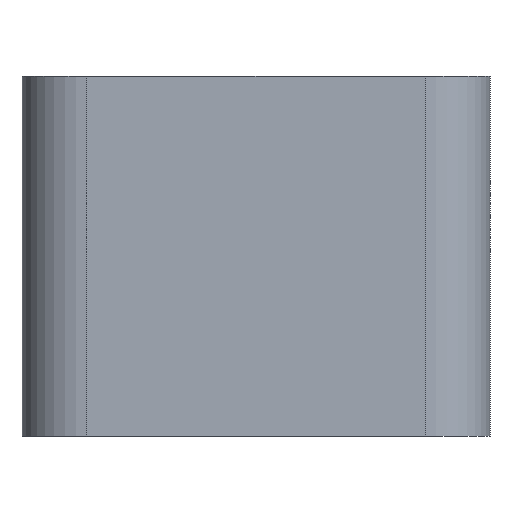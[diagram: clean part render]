
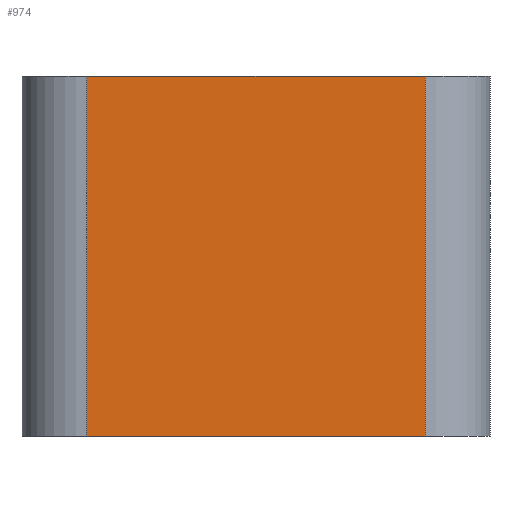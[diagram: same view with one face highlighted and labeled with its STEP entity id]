
A CAD part, left-side view. The second image highlights one B-rep face of the part: STEP entity #974.
In plain terms, the highlighted planar face has unit normal (-1, 0, 0).
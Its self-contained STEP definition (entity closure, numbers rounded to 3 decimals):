
#44 = PLANE('',#45);
#45 = AXIS2_PLACEMENT_3D('',#46,#47,#48);
#46 = CARTESIAN_POINT('',(0.,4.854,0.));
#47 = DIRECTION('',(-0.,-0.,-1.));
#48 = DIRECTION('',(-1.,0.,0.));
#100 = PLANE('',#101);
#101 = AXIS2_PLACEMENT_3D('',#102,#103,#104);
#102 = CARTESIAN_POINT('',(0.,4.854,10.));
#103 = DIRECTION('',(0.,0.,1.));
#104 = DIRECTION('',(0.,1.,0.));
#126 = CYLINDRICAL_SURFACE('',#127,1.8);
#127 = AXIS2_PLACEMENT_3D('',#128,#129,#130);
#128 = CARTESIAN_POINT('',(-11.3,11.2,0.));
#129 = DIRECTION('',(0.,0.,1.));
#130 = DIRECTION('',(0.,1.,0.));
#476 = VERTEX_POINT('',#477);
#477 = CARTESIAN_POINT('',(-13.1,1.8,0.));
#496 = CYLINDRICAL_SURFACE('',#497,1.8);
#497 = AXIS2_PLACEMENT_3D('',#498,#499,#500);
#498 = CARTESIAN_POINT('',(-11.3,1.8,0.));
#499 = DIRECTION('',(0.,0.,1.));
#500 = DIRECTION('',(-1.,0.,0.));
#508 = EDGE_CURVE('',#509,#476,#511,.T.);
#509 = VERTEX_POINT('',#510);
#510 = CARTESIAN_POINT('',(-13.1,11.2,0.));
#511 = SURFACE_CURVE('',#512,(#516,#523),.PCURVE_S1.);
#512 = LINE('',#513,#514);
#513 = CARTESIAN_POINT('',(-13.1,13.,0.));
#514 = VECTOR('',#515,1.);
#515 = DIRECTION('',(0.,-1.,0.));
#516 = PCURVE('',#44,#517);
#517 = DEFINITIONAL_REPRESENTATION('',(#518),#522);
#518 = LINE('',#519,#520);
#519 = CARTESIAN_POINT('',(13.1,8.146));
#520 = VECTOR('',#521,1.);
#521 = DIRECTION('',(0.,-1.));
#522 = ( GEOMETRIC_REPRESENTATION_CONTEXT(2) 
PARAMETRIC_REPRESENTATION_CONTEXT() REPRESENTATION_CONTEXT('2D SPACE',''
  ) );
#523 = PCURVE('',#524,#529);
#524 = PLANE('',#525);
#525 = AXIS2_PLACEMENT_3D('',#526,#527,#528);
#526 = CARTESIAN_POINT('',(-13.1,13.,0.));
#527 = DIRECTION('',(1.,0.,0.));
#528 = DIRECTION('',(0.,-1.,0.));
#529 = DEFINITIONAL_REPRESENTATION('',(#530),#534);
#530 = LINE('',#531,#532);
#531 = CARTESIAN_POINT('',(0.,0.));
#532 = VECTOR('',#533,1.);
#533 = DIRECTION('',(1.,0.));
#534 = ( GEOMETRIC_REPRESENTATION_CONTEXT(2) 
PARAMETRIC_REPRESENTATION_CONTEXT() REPRESENTATION_CONTEXT('2D SPACE',''
  ) );
#566 = EDGE_CURVE('',#509,#567,#569,.T.);
#567 = VERTEX_POINT('',#568);
#568 = CARTESIAN_POINT('',(-13.1,11.2,10.));
#569 = SURFACE_CURVE('',#570,(#574,#581),.PCURVE_S1.);
#570 = LINE('',#571,#572);
#571 = CARTESIAN_POINT('',(-13.1,11.2,0.));
#572 = VECTOR('',#573,1.);
#573 = DIRECTION('',(0.,0.,1.));
#574 = PCURVE('',#126,#575);
#575 = DEFINITIONAL_REPRESENTATION('',(#576),#580);
#576 = LINE('',#577,#578);
#577 = CARTESIAN_POINT('',(1.571,0.));
#578 = VECTOR('',#579,1.);
#579 = DIRECTION('',(0.,1.));
#580 = ( GEOMETRIC_REPRESENTATION_CONTEXT(2) 
PARAMETRIC_REPRESENTATION_CONTEXT() REPRESENTATION_CONTEXT('2D SPACE',''
  ) );
#581 = PCURVE('',#524,#582);
#582 = DEFINITIONAL_REPRESENTATION('',(#583),#587);
#583 = LINE('',#584,#585);
#584 = CARTESIAN_POINT('',(1.8,0.));
#585 = VECTOR('',#586,1.);
#586 = DIRECTION('',(0.,-1.));
#587 = ( GEOMETRIC_REPRESENTATION_CONTEXT(2) 
PARAMETRIC_REPRESENTATION_CONTEXT() REPRESENTATION_CONTEXT('2D SPACE',''
  ) );
#666 = EDGE_CURVE('',#567,#667,#669,.T.);
#667 = VERTEX_POINT('',#668);
#668 = CARTESIAN_POINT('',(-13.1,1.8,10.));
#669 = SURFACE_CURVE('',#670,(#674,#681),.PCURVE_S1.);
#670 = LINE('',#671,#672);
#671 = CARTESIAN_POINT('',(-13.1,13.,10.));
#672 = VECTOR('',#673,1.);
#673 = DIRECTION('',(0.,-1.,0.));
#674 = PCURVE('',#100,#675);
#675 = DEFINITIONAL_REPRESENTATION('',(#676),#680);
#676 = LINE('',#677,#678);
#677 = CARTESIAN_POINT('',(8.146,13.1));
#678 = VECTOR('',#679,1.);
#679 = DIRECTION('',(-1.,0.));
#680 = ( GEOMETRIC_REPRESENTATION_CONTEXT(2) 
PARAMETRIC_REPRESENTATION_CONTEXT() REPRESENTATION_CONTEXT('2D SPACE',''
  ) );
#681 = PCURVE('',#524,#682);
#682 = DEFINITIONAL_REPRESENTATION('',(#683),#687);
#683 = LINE('',#684,#685);
#684 = CARTESIAN_POINT('',(0.,-10.));
#685 = VECTOR('',#686,1.);
#686 = DIRECTION('',(1.,0.));
#687 = ( GEOMETRIC_REPRESENTATION_CONTEXT(2) 
PARAMETRIC_REPRESENTATION_CONTEXT() REPRESENTATION_CONTEXT('2D SPACE',''
  ) );
#974 = ADVANCED_FACE('',(#975),#524,.F.);
#975 = FACE_BOUND('',#976,.F.);
#976 = EDGE_LOOP('',(#977,#978,#979,#980));
#977 = ORIENTED_EDGE('',*,*,#508,.F.);
#978 = ORIENTED_EDGE('',*,*,#566,.T.);
#979 = ORIENTED_EDGE('',*,*,#666,.T.);
#980 = ORIENTED_EDGE('',*,*,#981,.F.);
#981 = EDGE_CURVE('',#476,#667,#982,.T.);
#982 = SURFACE_CURVE('',#983,(#987,#994),.PCURVE_S1.);
#983 = LINE('',#984,#985);
#984 = CARTESIAN_POINT('',(-13.1,1.8,0.));
#985 = VECTOR('',#986,1.);
#986 = DIRECTION('',(0.,0.,1.));
#987 = PCURVE('',#524,#988);
#988 = DEFINITIONAL_REPRESENTATION('',(#989),#993);
#989 = LINE('',#990,#991);
#990 = CARTESIAN_POINT('',(11.2,0.));
#991 = VECTOR('',#992,1.);
#992 = DIRECTION('',(0.,-1.));
#993 = ( GEOMETRIC_REPRESENTATION_CONTEXT(2) 
PARAMETRIC_REPRESENTATION_CONTEXT() REPRESENTATION_CONTEXT('2D SPACE',''
  ) );
#994 = PCURVE('',#496,#995);
#995 = DEFINITIONAL_REPRESENTATION('',(#996),#1000);
#996 = LINE('',#997,#998);
#997 = CARTESIAN_POINT('',(0.,0.));
#998 = VECTOR('',#999,1.);
#999 = DIRECTION('',(0.,1.));
#1000 = ( GEOMETRIC_REPRESENTATION_CONTEXT(2) 
PARAMETRIC_REPRESENTATION_CONTEXT() REPRESENTATION_CONTEXT('2D SPACE',''
  ) );
